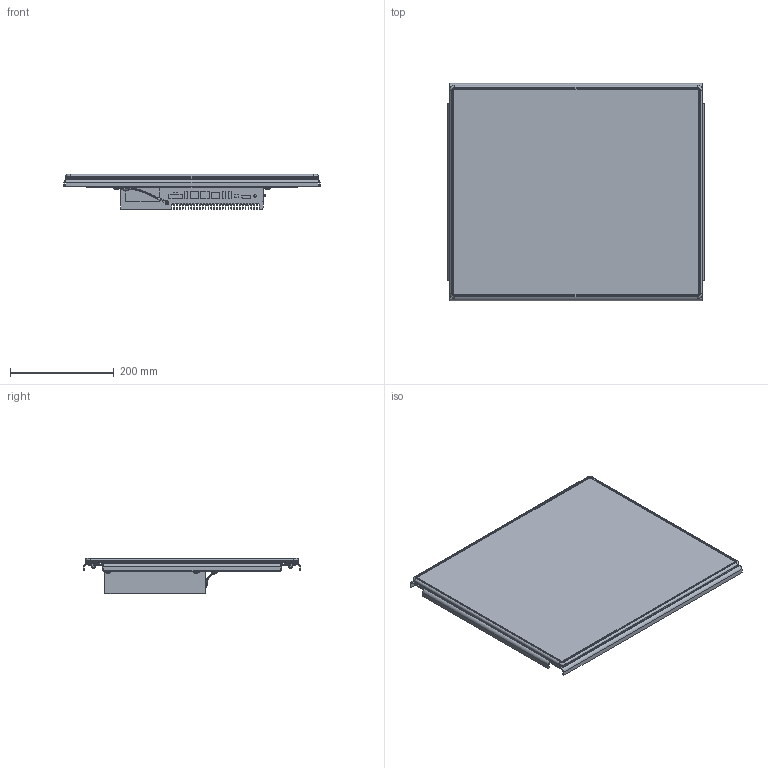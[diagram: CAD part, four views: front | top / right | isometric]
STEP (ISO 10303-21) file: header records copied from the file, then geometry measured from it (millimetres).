
FILE_DESCRIPTION((''),'2;1');
FILE_NAME('CAD-7278_SW0001','2021-06-29T13:41:20',('creinig-se'),(''),'CREO PARAMETRIC BY PTC INC, 2019292','CREO PARAMETRIC BY PTC INC, 2019292','');
FILE_SCHEMA(('CONFIG_CONTROL_DESIGN','SHAPE_APPEARANCE_LAYERS_GROUPS'));
Products named in the file (1): CAD-7278_SW0001
Bounding box: 493.2 x 418 x 68.3 mm (x, y, z)
Volume: 6016603.2 mm3; surface area: 757126.9 mm2
Topology: 2 solids, 7 shells, 1870 faces, 4763 edges, 2980 vertices
Faces by surface type: plane 973, cylinder 467, cone 277, bspline 90, torus 58, sphere 5
Entity records: 78538 total; most frequent: CARTESIAN_POINT 22109, ORIENTED_EDGE 9438, DIRECTION 9142, EDGE_CURVE 4719, AXIS2_PLACEMENT_3D 3291, VERTEX_POINT 2980, VECTOR 2560, LINE 2560
